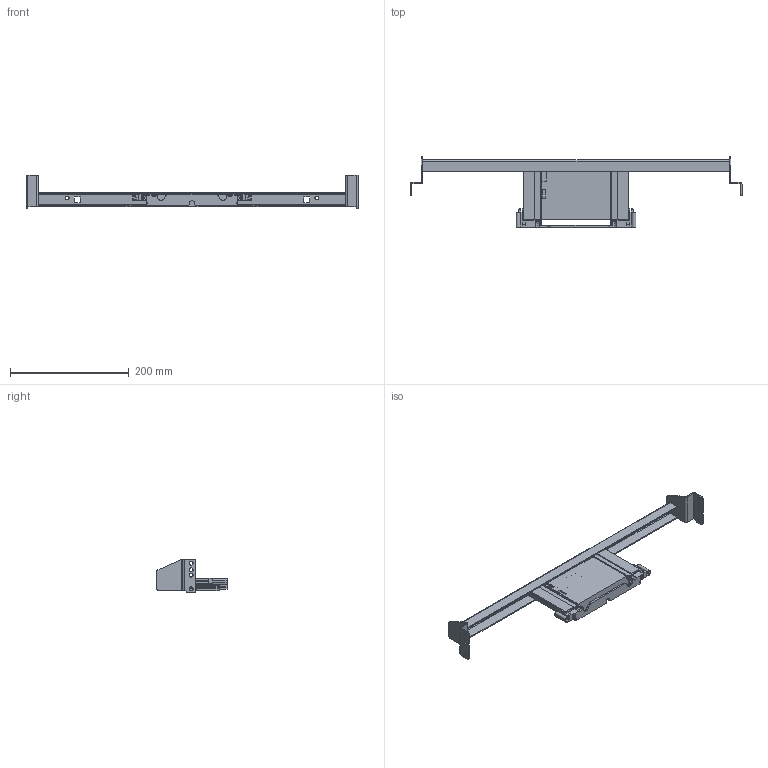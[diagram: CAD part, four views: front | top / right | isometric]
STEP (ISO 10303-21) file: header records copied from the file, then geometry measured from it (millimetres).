
FILE_DESCRIPTION(('STEP AP214'),'1');
FILE_NAME('8012368_V Cox Cick-E 600.STP','2024-08-13T08:41:19',(' '),(' '),'Spatial InterOp 3D',' ',' ');
FILE_SCHEMA(('AUTOMOTIVE_DESIGN { 1 0 10303 214 1 1 1 1 }'));
Length unit declared in the file: millimetre
Products named in the file (1): 1
Bounding box: 558 x 118 x 56 mm (x, y, z)
Volume: 345889.2 mm3; surface area: 161458.8 mm2
Topology: 3 solids, 5 shells, 578 faces, 1649 edges, 1066 vertices
Faces by surface type: plane 389, cylinder 165, cone 16, torus 8
Entity records: 20257 total; most frequent: CARTESIAN_POINT 3450, ORIENTED_EDGE 3298, DIRECTION 3172, EDGE_CURVE 1649, LINE 1256, VECTOR 1256, VERTEX_POINT 1066, AXIS2_PLACEMENT_3D 958
